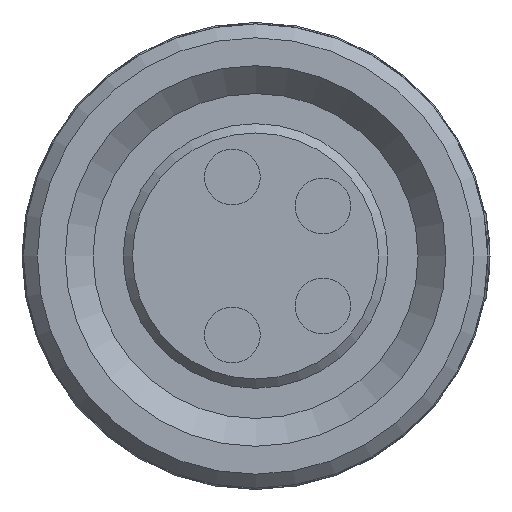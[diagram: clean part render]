
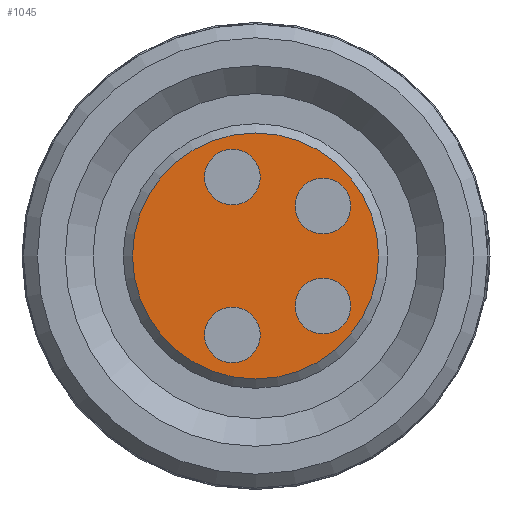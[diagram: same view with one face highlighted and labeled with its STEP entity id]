
A CAD part, left-side view. The second image highlights one B-rep face of the part: STEP entity #1045.
In plain terms, the highlighted planar face has unit normal (-1, 0, 0).
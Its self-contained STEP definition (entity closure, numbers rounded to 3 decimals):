
#199=FACE_BOUND('',#336,.T.);
#200=FACE_BOUND('',#337,.T.);
#201=FACE_BOUND('',#338,.T.);
#202=FACE_BOUND('',#339,.T.);
#245=FACE_OUTER_BOUND('',#335,.T.);
#335=EDGE_LOOP('',(#794));
#336=EDGE_LOOP('',(#795));
#337=EDGE_LOOP('',(#796));
#338=EDGE_LOOP('',(#797));
#339=EDGE_LOOP('',(#798));
#419=CIRCLE('',#1136,2.65);
#421=CIRCLE('',#1140,0.6);
#422=CIRCLE('',#1141,0.6);
#423=CIRCLE('',#1142,0.6);
#424=CIRCLE('',#1143,0.6);
#492=VERTEX_POINT('',#2084);
#494=VERTEX_POINT('',#2090);
#495=VERTEX_POINT('',#2092);
#496=VERTEX_POINT('',#2094);
#497=VERTEX_POINT('',#2096);
#604=EDGE_CURVE('',#492,#492,#419,.T.);
#606=EDGE_CURVE('',#494,#494,#421,.T.);
#607=EDGE_CURVE('',#495,#495,#422,.T.);
#608=EDGE_CURVE('',#496,#496,#423,.T.);
#609=EDGE_CURVE('',#497,#497,#424,.T.);
#794=ORIENTED_EDGE('',*,*,#604,.F.);
#795=ORIENTED_EDGE('',*,*,#606,.T.);
#796=ORIENTED_EDGE('',*,*,#607,.T.);
#797=ORIENTED_EDGE('',*,*,#608,.T.);
#798=ORIENTED_EDGE('',*,*,#609,.T.);
#990=PLANE('',#1139);
#1045=ADVANCED_FACE('',(#245,#199,#200,#201,#202),#990,.T.);
#1136=AXIS2_PLACEMENT_3D('',#2085,#1325,#1326);
#1139=AXIS2_PLACEMENT_3D('',#2089,#1331,#1332);
#1140=AXIS2_PLACEMENT_3D('',#2091,#1333,#1334);
#1141=AXIS2_PLACEMENT_3D('',#2093,#1335,#1336);
#1142=AXIS2_PLACEMENT_3D('',#2095,#1337,#1338);
#1143=AXIS2_PLACEMENT_3D('',#2097,#1339,#1340);
#1325=DIRECTION('center_axis',(1.,0.,0.));
#1326=DIRECTION('ref_axis',(0.,0.,-1.));
#1331=DIRECTION('center_axis',(-1.,0.,0.));
#1332=DIRECTION('ref_axis',(0.,1.,0.));
#1333=DIRECTION('center_axis',(1.,0.,0.));
#1334=DIRECTION('ref_axis',(0.,0.,1.));
#1335=DIRECTION('center_axis',(1.,0.,0.));
#1336=DIRECTION('ref_axis',(0.,0.,1.));
#1337=DIRECTION('center_axis',(1.,0.,0.));
#1338=DIRECTION('ref_axis',(0.,0.,1.));
#1339=DIRECTION('center_axis',(1.,0.,0.));
#1340=DIRECTION('ref_axis',(0.,0.,1.));
#2084=CARTESIAN_POINT('',(-19.75,0.,2.65));
#2085=CARTESIAN_POINT('Origin',(-19.75,0.,0.));
#2089=CARTESIAN_POINT('Origin',(-19.75,0.,1.425));
#2090=CARTESIAN_POINT('',(-19.75,0.5,1.1));
#2091=CARTESIAN_POINT('Origin',(-19.75,0.5,1.7));
#2092=CARTESIAN_POINT('',(-19.75,0.5,-2.3));
#2093=CARTESIAN_POINT('Origin',(-19.75,0.5,-1.7));
#2094=CARTESIAN_POINT('',(-19.75,-1.45,-1.675));
#2095=CARTESIAN_POINT('Origin',(-19.75,-1.45,-1.075));
#2096=CARTESIAN_POINT('',(-19.75,-1.45,0.475));
#2097=CARTESIAN_POINT('Origin',(-19.75,-1.45,1.075));
